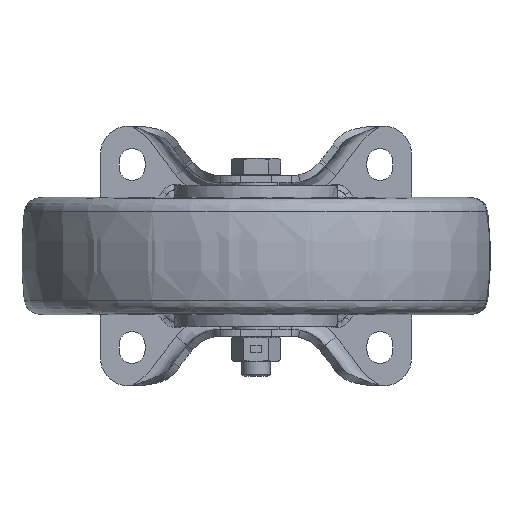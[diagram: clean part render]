
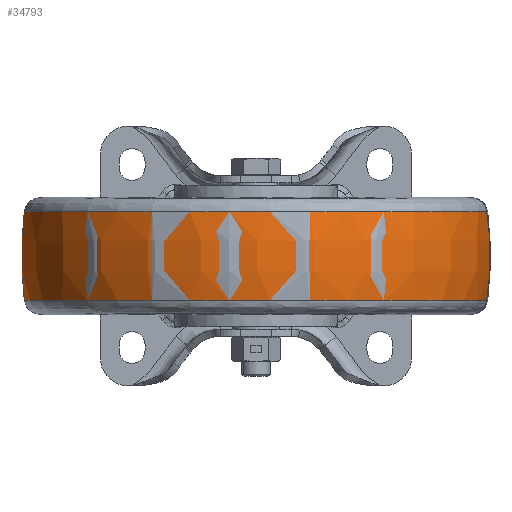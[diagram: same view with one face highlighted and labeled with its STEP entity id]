
A CAD part, front view. The second image highlights one B-rep face of the part: STEP entity #34793.
In plain terms, the highlighted toroidal (fillet/blend) face has major radius 10 mm and minor radius 110 mm.
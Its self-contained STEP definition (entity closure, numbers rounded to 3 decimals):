
#1715 = CARTESIAN_POINT ( 'NONE',  ( -9.934, -133.852, 34.157 ) ) ;
#5904 = ORIENTED_EDGE ( 'NONE', *, *, #6590, .T. ) ;
#6590 = EDGE_CURVE ( 'NONE', #29010, #36994, #33849, .T. ) ;
#8826 = ORIENTED_EDGE ( 'NONE', *, *, #18642, .F. ) ;
#8975 = CARTESIAN_POINT ( 'NONE',  ( 0., -135., 34.157 ) ) ;
#9027 = CARTESIAN_POINT ( 'NONE',  ( 0., -135., 15.303 ) ) ;
#9488 = DIRECTION ( 'NONE',  ( -0.115, -0.993, 0. ) ) ;
#10334 = DIRECTION ( 'NONE',  ( 0.115, 0.993, 0. ) ) ;
#11070 = ORIENTED_EDGE ( 'NONE', *, *, #14265, .F. ) ;
#13098 = AXIS2_PLACEMENT_3D ( 'NONE', #8975, #27166, #26583 ) ;
#13451 = AXIS2_PLACEMENT_3D ( 'NONE', #1715, #10334, #13701 ) ;
#13701 = DIRECTION ( 'NONE',  ( -0.993, 0.115, 0. ) ) ;
#14265 = EDGE_CURVE ( 'NONE', #32315, #21191, #23430, .T. ) ;
#14561 = DIRECTION ( 'NONE',  ( 0., 0., -1. ) ) ;
#16126 = AXIS2_PLACEMENT_3D ( 'NONE', #33583, #24433, #24821 ) ;
#16390 = AXIS2_PLACEMENT_3D ( 'NONE', #9027, #14561, #26441 ) ;
#17678 = AXIS2_PLACEMENT_3D ( 'NONE', #30210, #9488, #21619 ) ;
#18642 = EDGE_CURVE ( 'NONE', #21191, #36994, #33182, .T. ) ;
#19295 = CARTESIAN_POINT ( 'NONE',  ( 97.722, -146.288, 15.303 ) ) ;
#19589 = FACE_OUTER_BOUND ( 'NONE', #20624, .T. ) ;
#20624 = EDGE_LOOP ( 'NONE', ( #11070, #37872, #5904, #8826 ) ) ;
#21191 = VERTEX_POINT ( 'NONE', #19295 ) ;
#21619 = DIRECTION ( 'NONE',  ( 0.993, -0.115, 0. ) ) ;
#23430 = CIRCLE ( 'NONE', #13451, 110. ) ;
#24433 = DIRECTION ( 'NONE',  ( 0., 0., -1. ) ) ;
#24821 = DIRECTION ( 'NONE',  ( -0.993, 0.115, 0. ) ) ;
#26441 = DIRECTION ( 'NONE',  ( -0.993, 0.115, 0. ) ) ;
#26583 = DIRECTION ( 'NONE',  ( -0.993, 0.115, 0. ) ) ;
#27166 = DIRECTION ( 'NONE',  ( 0., 0., -1. ) ) ;
#28859 = CARTESIAN_POINT ( 'NONE',  ( -97.722, -123.712, 53.01 ) ) ;
#29010 = VERTEX_POINT ( 'NONE', #28859 ) ;
#30210 = CARTESIAN_POINT ( 'NONE',  ( 9.934, -136.148, 34.157 ) ) ;
#31775 = CARTESIAN_POINT ( 'NONE',  ( -97.722, -123.712, 15.303 ) ) ;
#32315 = VERTEX_POINT ( 'NONE', #35751 ) ;
#33182 = CIRCLE ( 'NONE', #16390, 98.372 ) ;
#33347 = EDGE_CURVE ( 'NONE', #32315, #29010, #34176, .T. ) ;
#33583 = CARTESIAN_POINT ( 'NONE',  ( 0., -135., 53.01 ) ) ;
#33849 = CIRCLE ( 'NONE', #17678, 110. ) ;
#34176 = CIRCLE ( 'NONE', #16126, 98.372 ) ;
#34793 = ADVANCED_FACE ( 'NONE', ( #19589 ), #36765, .T. ) ;
#35751 = CARTESIAN_POINT ( 'NONE',  ( 97.722, -146.288, 53.01 ) ) ;
#36765 = TOROIDAL_SURFACE ( 'NONE', #13098, -10., 110. ) ;
#36994 = VERTEX_POINT ( 'NONE', #31775 ) ;
#37872 = ORIENTED_EDGE ( 'NONE', *, *, #33347, .T. ) ;
